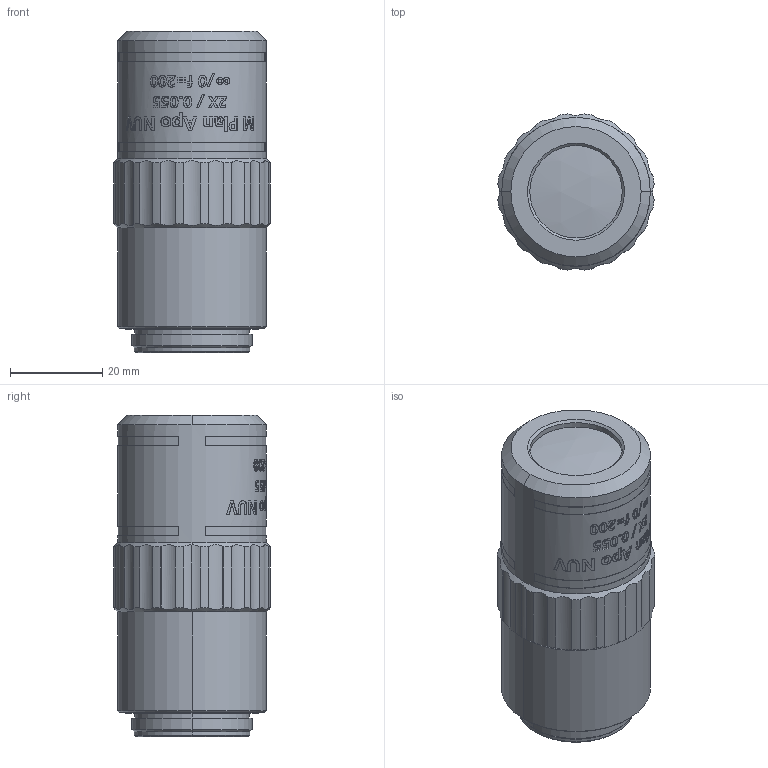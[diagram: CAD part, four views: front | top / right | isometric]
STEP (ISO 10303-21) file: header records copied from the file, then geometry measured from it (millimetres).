
FILE_DESCRIPTION (( 'STEP AP203' ), '1' );
FILE_NAME ('690136.STEP', '2025-12-17T01:28:54', ( 'Windows User' ), ( 'P R C' ), 'SwSTEP 2.0', 'SolidWorks 2020', '' );
FILE_SCHEMA (( 'CONFIG_CONTROL_DESIGN' ));
Length unit declared in the file: millimetre
Products named in the file (1): 690136
Bounding box: 33.82 x 33.82 x 69.5 mm (x, y, z)
Volume: 54027 mm3; surface area: 9010.4 mm2
Topology: 1 solids, 1 shells, 446 faces, 1165 edges, 771 vertices
Faces by surface type: bspline 186, plane 142, cylinder 100, cone 17, sphere 1
Full cylindrical faces by diameter (mm): 20 x1, 32.2 x1
Entity records: 36359 total; most frequent: CARTESIAN_POINT 26941, ORIENTED_EDGE 2324, DIRECTION 1261, EDGE_CURVE 1162, VERTEX_POINT 771, B_SPLINE_CURVE_WITH_KNOTS 656, EDGE_LOOP 499, AXIS2_PLACEMENT_3D 494
